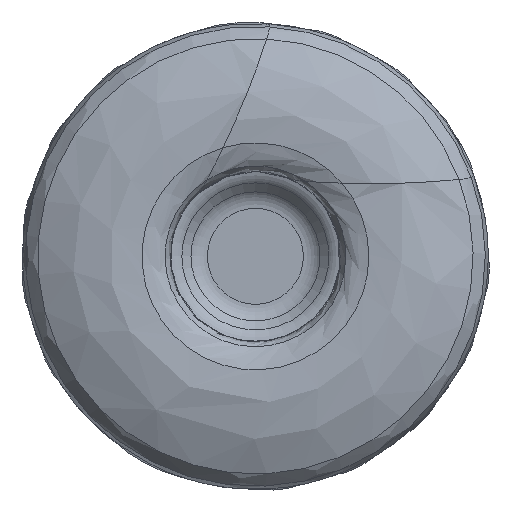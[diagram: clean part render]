
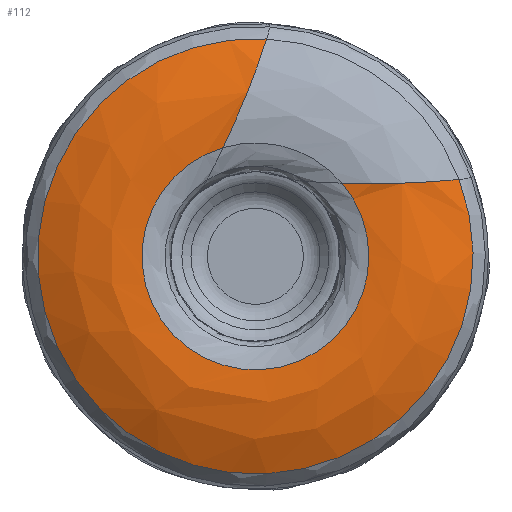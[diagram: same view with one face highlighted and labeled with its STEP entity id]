
A CAD part, left-side view. The second image highlights one B-rep face of the part: STEP entity #112.
In plain terms, the highlighted free-form (B-spline) face has degree [3, 3] with [4, 7] control points.
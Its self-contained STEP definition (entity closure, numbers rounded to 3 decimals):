
#112=ADVANCED_FACE('',(#177),#152,.F.);
#152=(
BOUNDED_SURFACE()
B_SPLINE_SURFACE(3,3,((#1041,#1042,#1043,#1044,#1045,#1046,#1047),(#1048,
#1049,#1050,#1051,#1052,#1053,#1054),(#1055,#1056,#1057,#1058,#1059,#1060,
#1061),(#1062,#1063,#1064,#1065,#1066,#1067,#1068)),.UNSPECIFIED.,.F.,.F.,
 .F.)
B_SPLINE_SURFACE_WITH_KNOTS((4,4),(4,3,4),(0.,1.),(0.,0.5,1.),
 .UNSPECIFIED.)
GEOMETRIC_REPRESENTATION_ITEM()
RATIONAL_B_SPLINE_SURFACE(((1.,0.524,0.524,1.,0.524,
0.524,1.),(0.96,0.503,0.503,
0.96,0.503,0.503,0.96),
(0.96,0.503,0.503,0.96,
0.503,0.503,0.96),(1.,0.524,
0.524,1.,0.524,0.524,1.)))
REPRESENTATION_ITEM('')
SURFACE()
);
#177=FACE_OUTER_BOUND('',#203,.T.);
#203=EDGE_LOOP('',(#284,#285,#286,#287));
#284=ORIENTED_EDGE('',*,*,#440,.F.);
#285=ORIENTED_EDGE('',*,*,#441,.F.);
#286=ORIENTED_EDGE('',*,*,#437,.T.);
#287=ORIENTED_EDGE('',*,*,#442,.F.);
#390=VERTEX_POINT('',#1004);
#391=VERTEX_POINT('',#1005);
#392=VERTEX_POINT('',#1037);
#393=VERTEX_POINT('',#1038);
#437=EDGE_CURVE('',#390,#391,#498,.T.);
#440=EDGE_CURVE('',#392,#393,#501,.T.);
#441=EDGE_CURVE('',#390,#392,#502,.T.);
#442=EDGE_CURVE('',#393,#391,#503,.T.);
#498=CIRCLE('',#558,3.897);
#501=CIRCLE('',#561,7.478);
#502=CIRCLE('',#562,6.);
#503=CIRCLE('',#563,6.);
#558=AXIS2_PLACEMENT_3D('',#1003,#658,#659);
#561=AXIS2_PLACEMENT_3D('',#1036,#664,#665);
#562=AXIS2_PLACEMENT_3D('',#1039,#666,#667);
#563=AXIS2_PLACEMENT_3D('',#1040,#668,#669);
#658=DIRECTION('',(1.,0.,0.));
#659=DIRECTION('',(0.,-0.764,0.645));
#664=DIRECTION('',(1.,0.,0.));
#665=DIRECTION('',(0.,-0.936,0.353));
#666=DIRECTION('',(-0.174,0.,0.985));
#667=DIRECTION('',(0.985,0.,0.174));
#668=DIRECTION('',(0.174,-0.902,-0.395));
#669=DIRECTION('',(0.985,0.159,0.07));
#1003=CARTESIAN_POINT('',(0.084,0.,0.));
#1004=CARTESIAN_POINT('',(0.084,-2.977,2.515));
#1005=CARTESIAN_POINT('',(0.084,1.109,3.736));
#1036=CARTESIAN_POINT('',(0.797,0.,0.));
#1037=CARTESIAN_POINT('',(0.797,-6.996,2.641));
#1038=CARTESIAN_POINT('',(0.797,-0.389,7.468));
#1039=CARTESIAN_POINT('',(5.909,-3.987,3.542));
#1040=CARTESIAN_POINT('',(5.909,1.644,5.073));
#1041=CARTESIAN_POINT('',(0.084,-2.977,2.515));
#1042=CARTESIAN_POINT('',(0.084,-6.045,-1.117));
#1043=CARTESIAN_POINT('',(0.084,-3.44,-5.095));
#1044=CARTESIAN_POINT('',(0.084,1.116,-3.734));
#1045=CARTESIAN_POINT('',(0.084,5.672,-2.372));
#1046=CARTESIAN_POINT('',(0.084,5.667,2.383));
#1047=CARTESIAN_POINT('',(0.084,1.109,3.736));
#1048=CARTESIAN_POINT('',(-0.151,-4.374,2.473));
#1049=CARTESIAN_POINT('',(-0.151,-7.392,-2.864));
#1050=CARTESIAN_POINT('',(-0.151,-3.138,-7.28));
#1051=CARTESIAN_POINT('',(-0.151,2.308,-4.464));
#1052=CARTESIAN_POINT('',(-0.151,7.755,-1.647));
#1053=CARTESIAN_POINT('',(-0.151,6.61,4.377));
#1054=CARTESIAN_POINT('',(-0.151,0.51,4.999));
#1055=CARTESIAN_POINT('',(0.097,-5.77,2.517));
#1056=CARTESIAN_POINT('',(0.097,-8.841,-4.523));
#1057=CARTESIAN_POINT('',(0.097,-2.97,-9.476));
#1058=CARTESIAN_POINT('',(0.097,3.452,-5.264));
#1059=CARTESIAN_POINT('',(0.097,9.875,-1.051));
#1060=CARTESIAN_POINT('',(0.097,7.671,6.307));
#1061=CARTESIAN_POINT('',(0.097,-0.01,6.295));
#1062=CARTESIAN_POINT('',(0.797,-6.996,2.641));
#1063=CARTESIAN_POINT('',(0.797,-10.218,-5.896));
#1064=CARTESIAN_POINT('',(0.797,-2.956,-11.421));
#1065=CARTESIAN_POINT('',(0.797,4.411,-6.038));
#1066=CARTESIAN_POINT('',(0.797,11.779,-0.655));
#1067=CARTESIAN_POINT('',(0.797,8.723,7.942));
#1068=CARTESIAN_POINT('',(0.797,-0.389,7.468));
